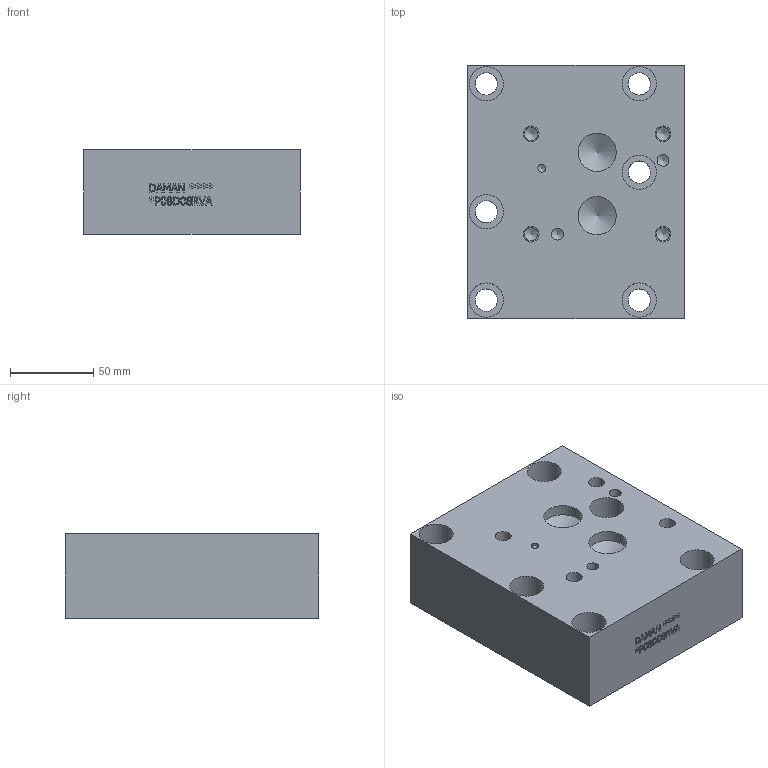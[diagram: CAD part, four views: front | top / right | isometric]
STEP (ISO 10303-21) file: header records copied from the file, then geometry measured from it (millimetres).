
FILE_DESCRIPTION(/* description */ (''),/* implementation_level */ '2;1');
FILE_NAME(/* name */ '_P08D08RVA.stp',/* time_stamp */ '2021-11-16T14:32:03-05:00',/* author */ ('jrf'),/* organization */ (''),/* preprocessor_version */ 'ST-DEVELOPER v18',/* originating_system */ 'Autodesk Inventor 2020',/* authorisation */ '');
FILE_SCHEMA (('AUTOMOTIVE_DESIGN { 1 0 10303 214 3 1 1 }'));
Length unit declared in the file: millimetre
Products named in the file (1): Part_AP08D08RVAM.C12258R1_3D
Bounding box: 130.18 x 152.4 x 50.8 mm (x, y, z)
Volume: 909387.9 mm3; surface area: 89141.4 mm2
Topology: 1 solids, 1 shells, 403 faces, 1110 edges, 757 vertices
Faces by surface type: plane 242, bspline 93, cylinder 42, cone 26
Full cylindrical faces by diameter (mm): 4.775 x1, 6.35 x2, 7.137 x2, 7.925 x4, 9.525 x4, 11.125 x1, 13.487 x12, 20.625 x6, 23.012 x4, 25.4 x2, 33.35 x4
Entity records: 13835 total; most frequent: CARTESIAN_POINT 3705, ORIENTED_EDGE 2192, DIRECTION 1675, EDGE_CURVE 1096, VERTEX_POINT 757, LINE 737, VECTOR 737, EDGE_LOOP 477
